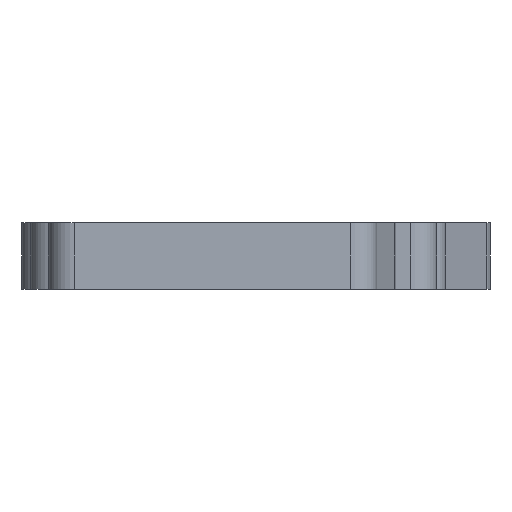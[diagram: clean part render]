
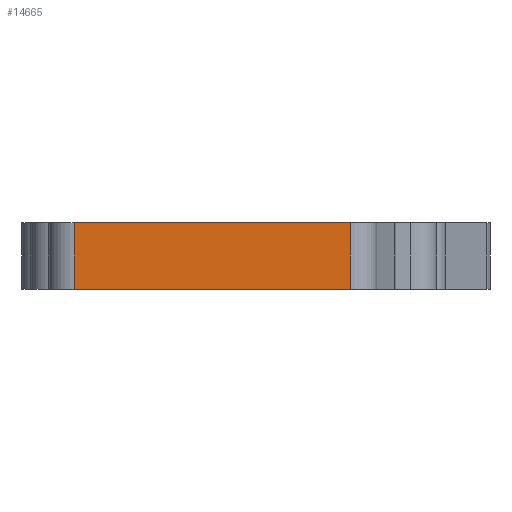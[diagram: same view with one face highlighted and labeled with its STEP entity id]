
A CAD part, left-side view. The second image highlights one B-rep face of the part: STEP entity #14665.
In plain terms, the highlighted planar face has unit normal (-1, 0, 0).
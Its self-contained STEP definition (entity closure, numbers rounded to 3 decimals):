
#1650=PLANE('',#15150);
#2439=FACE_OUTER_BOUND('',#3292,.T.);
#3292=EDGE_LOOP('',(#13787,#13788,#13789,#13790));
#4446=LINE('',#28582,#5684);
#4529=LINE('',#28824,#5767);
#4530=LINE('',#28827,#5768);
#4531=LINE('',#28828,#5769);
#5684=VECTOR('',#17029,10.);
#5767=VECTOR('',#17324,10.);
#5768=VECTOR('',#17327,10.);
#5769=VECTOR('',#17328,10.);
#7260=VERTEX_POINT('',#28579);
#7261=VERTEX_POINT('',#28581);
#7314=VERTEX_POINT('',#28822);
#7315=VERTEX_POINT('',#28826);
#9370=EDGE_CURVE('',#7261,#7260,#4446,.T.);
#9482=EDGE_CURVE('',#7260,#7314,#4529,.T.);
#9483=EDGE_CURVE('',#7315,#7314,#4530,.T.);
#9484=EDGE_CURVE('',#7261,#7315,#4531,.T.);
#13787=ORIENTED_EDGE('',*,*,#9482,.T.);
#13788=ORIENTED_EDGE('',*,*,#9483,.F.);
#13789=ORIENTED_EDGE('',*,*,#9484,.F.);
#13790=ORIENTED_EDGE('',*,*,#9370,.T.);
#14665=ADVANCED_FACE('',(#2439),#1650,.T.);
#15150=AXIS2_PLACEMENT_3D('',#28825,#17325,#17326);
#17029=DIRECTION('',(0.,1.,0.));
#17324=DIRECTION('',(0.,0.,-1.));
#17325=DIRECTION('center_axis',(-1.,0.,0.));
#17326=DIRECTION('ref_axis',(0.,1.,0.));
#17327=DIRECTION('',(0.,1.,0.));
#17328=DIRECTION('',(0.,0.,-1.));
#28579=CARTESIAN_POINT('',(-149.239,-94.406,11.6));
#28581=CARTESIAN_POINT('',(-149.239,-169.381,11.6));
#28582=CARTESIAN_POINT('',(-149.239,-119.034,11.6));
#28822=CARTESIAN_POINT('',(-149.239,-94.406,-6.5));
#28824=CARTESIAN_POINT('',(-149.239,-94.406,-2.5));
#28825=CARTESIAN_POINT('Origin',(-149.239,-169.381,-2.5));
#28826=CARTESIAN_POINT('',(-149.239,-169.381,-6.5));
#28827=CARTESIAN_POINT('',(-149.239,-153.601,-6.5));
#28828=CARTESIAN_POINT('',(-149.239,-169.381,-2.5));
